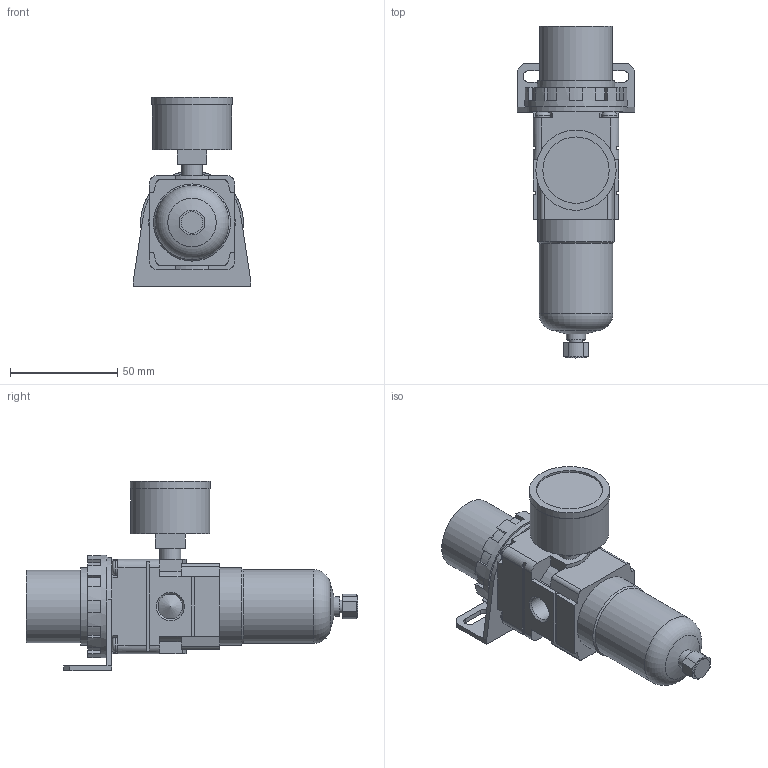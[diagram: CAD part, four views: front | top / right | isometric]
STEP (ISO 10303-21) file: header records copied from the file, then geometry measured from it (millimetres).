
FILE_DESCRIPTION(/* description */ (''),/* implementation_level */ '2;1');
FILE_NAME(/* name */ 'AW20-02BG-A(0).stp',/* time_stamp */ '2023-06-24T13:29:37+07:00',/* author */ ('PT'),/* organization */ (''),/* preprocessor_version */ 'ST-DEVELOPER v18.1',/* originating_system */ 'Autodesk Inventor 2021',/* authorisation */ '');
FILE_SCHEMA (('AUTOMOTIVE_DESIGN { 1 0 10303 214 3 1 1 }'));
Length unit declared in the file: millimetre
Products named in the file (7): AW20-02BG-A(0); AW20-02BG-A(0)_1; AW20-02BG-A(0)_1_1; AW20-02BG-A(0)_2; AW20-02BG-A(0)_3; AW20-02BG-A(0)_4; AW20-02BG-A(0)_5
Assembly tree (6 placements, depth 2):
  AW20-02BG-A(0)
    AW20-02BG-A(0)_1
    AW20-02BG-A(0)_1_1
    AW20-02BG-A(0)_2
    AW20-02BG-A(0)_3
    AW20-02BG-A(0)_4
    AW20-02BG-A(0)_5
Bounding box: 55 x 155 x 88.5 mm (x, y, z)
Volume: 203021.4 mm3; surface area: 41460.3 mm2
Topology: 6 solids, 6 shells, 254 faces, 662 edges, 436 vertices
Faces by surface type: plane 170, cylinder 67, cone 12, torus 5
Full cylindrical faces by diameter (mm): 6 x1, 7 x4, 8.566 x1, 8.6 x1, 9 x1, 9.728 x1, 10 x1, 11.445 x2, 31 x1, 34 x1, 34.5 x1, 34.917 x1, 36 x2, 37 x1, 37.5 x1, 48 x1
Entity records: 8095 total; most frequent: DIRECTION 1387, CARTESIAN_POINT 1362, ORIENTED_EDGE 1318, EDGE_CURVE 659, LINE 465, VECTOR 465, AXIS2_PLACEMENT_3D 461, VERTEX_POINT 436
